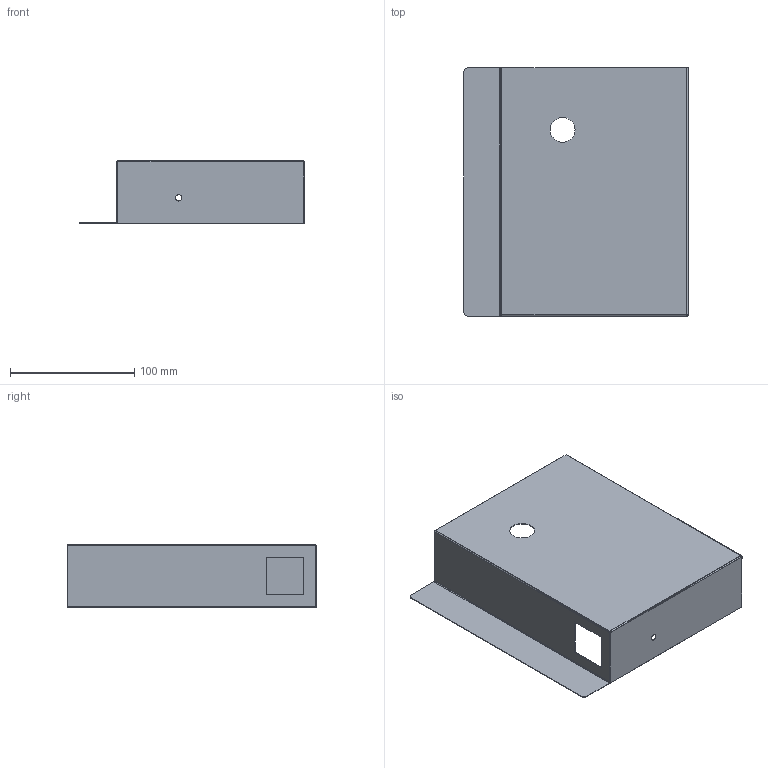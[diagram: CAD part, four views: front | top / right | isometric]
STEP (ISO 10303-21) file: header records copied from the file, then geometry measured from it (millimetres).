
FILE_DESCRIPTION(/* description */ (''),/* implementation_level */ '2;1');
FILE_NAME(/* name */ 'Abdeckblech.stp',/* time_stamp */ '2019-11-12T22:39:41+01:00',/* author */ ('Raphael Michel'),/* organization */ (''),/* preprocessor_version */ 'ST-DEVELOPER v18',/* originating_system */ 'Autodesk Inventor 2020',/* authorisation */ '');
FILE_SCHEMA (('AUTOMOTIVE_DESIGN { 1 0 10303 214 3 1 1 }'));
Length unit declared in the file: millimetre
Products named in the file (1): Abdeckblech
Bounding box: 180.5 x 200 x 50.5 mm (x, y, z)
Volume: 31032.9 mm3; surface area: 124760.3 mm2
Topology: 1 solids, 1 shells, 54 faces, 124 edges, 72 vertices
Faces by surface type: plane 39, cylinder 13, bspline 2
Full cylindrical faces by diameter (mm): 5 x1, 20 x1
Entity records: 1572 total; most frequent: CARTESIAN_POINT 306, DIRECTION 253, ORIENTED_EDGE 248, EDGE_CURVE 124, LINE 91, VECTOR 91, AXIS2_PLACEMENT_3D 81, VERTEX_POINT 72
